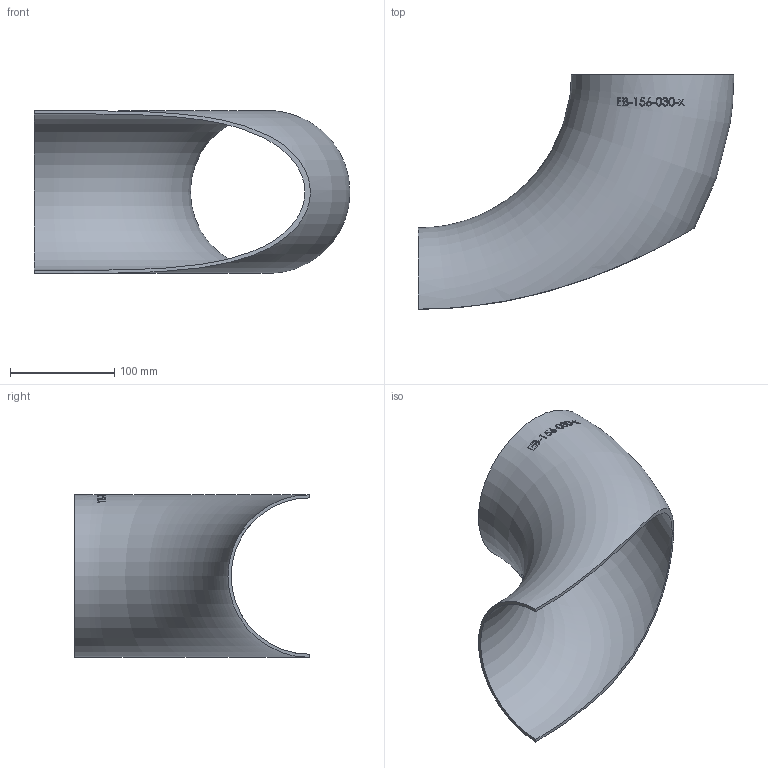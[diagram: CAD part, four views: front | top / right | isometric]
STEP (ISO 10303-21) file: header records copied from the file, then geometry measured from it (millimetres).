
FILE_DESCRIPTION (( 'STEP AP214' ), '1' );
FILE_NAME ('EB-156-030-x Einschweissbogen 1904.STEP', '2019-04-02T14:04:38', ( '' ), ( '' ), 'SwSTEP 2.0', 'SolidWorks 2016', '' );
FILE_SCHEMA (( 'AUTOMOTIVE_DESIGN' ));
Length unit declared in the file: millimetre
Products named in the file (1): EB-156-030-x Einschweissbogen 1904
Bounding box: 303 x 225 x 156.1 mm (x, y, z)
Volume: 343750.8 mm3; surface area: 232793 mm2
Topology: 1 solids, 1 shells, 143 faces, 374 edges, 249 vertices
Faces by surface type: plane 65, bspline 59, torus 19
Entity records: 9538 total; most frequent: CARTESIAN_POINT 5180, ORIENTED_EDGE 742, EDGE_CURVE 371, DIRECTION 301, VERTEX_POINT 248, B_SPLINE_CURVE_WITH_KNOTS 244, EDGE_LOOP 163, FACE_OUTER_BOUND 145
